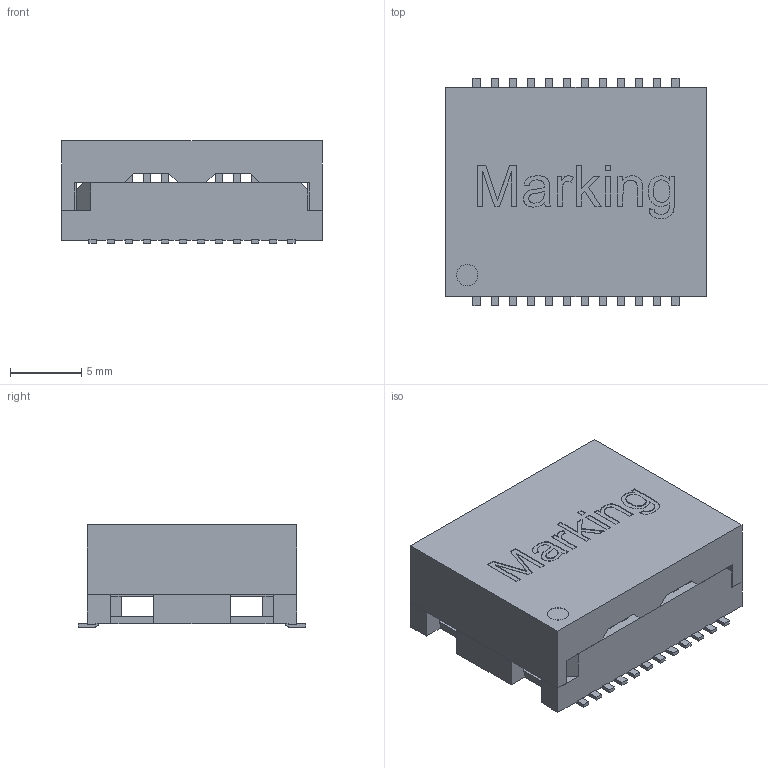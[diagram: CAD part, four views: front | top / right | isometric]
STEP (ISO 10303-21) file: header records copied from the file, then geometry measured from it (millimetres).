
FILE_DESCRIPTION( ( 'Unknown' ), '1' );
FILE_NAME( '749052011.stp', 'Unknown', ( 'Unknown' ), ( 'Unknown' ), 'PSStep 17.0.49', 'Unknown', ' ' );
FILE_SCHEMA( ( 'AUTOMOTIVE_DESIGN { 1 0 10303 214 1 1 1 1 }' ) );
Length unit declared in the file: millimetre
Products named in the file (27): Assem1; Housing; PinS; Cover
Assembly tree (26 placements, depth 2):
  Assem1
    Housing
    PinS
    PinS
    PinS
    PinS
    PinS
    PinS
    PinS
    PinS
    PinS
    PinS
    PinS
    PinS
    PinS
    PinS
    PinS
    PinS
    PinS
    PinS
    PinS
    PinS
    PinS
    PinS
    PinS
    PinS
    Cover
Bounding box: 18.29 x 16 x 7.2 mm (x, y, z)
Volume: 1038.9 mm3; surface area: 2173.4 mm2
Topology: 26 solids, 26 shells, 635 faces, 1660 edges, 1056 vertices
Faces by surface type: plane 566, cylinder 53, extrusion 16
Full cylindrical faces by diameter (mm): 1.5 x1
Entity records: 25257 total; most frequent: CARTESIAN_POINT 4277, ORIENTED_EDGE 3316, DIRECTION 2948, EDGE_CURVE 1658, VECTOR 1444, LINE 1428, VERTEX_POINT 1056, AXIS2_PLACEMENT_3D 752
